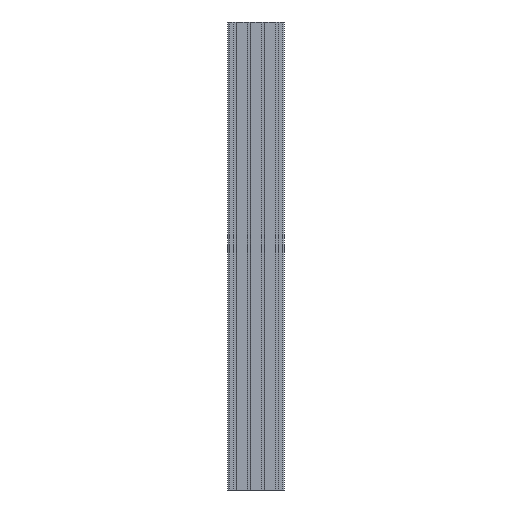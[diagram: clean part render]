
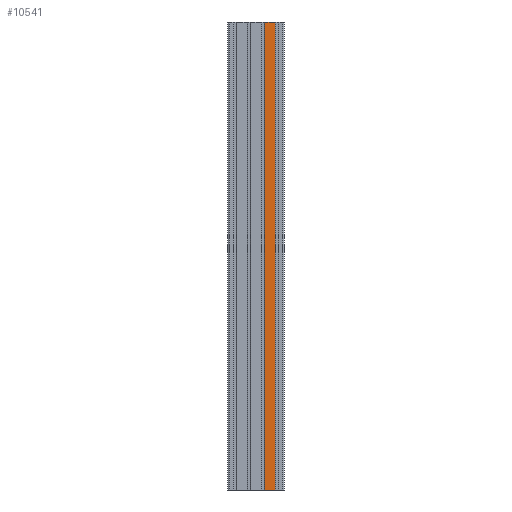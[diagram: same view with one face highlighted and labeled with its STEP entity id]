
A CAD part, front view. The second image highlights one B-rep face of the part: STEP entity #10541.
In plain terms, the highlighted planar face has unit normal (0, -1, 0).
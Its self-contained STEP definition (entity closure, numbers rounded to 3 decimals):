
#1177=FACE_OUTER_BOUND($,#1721,.T.);
#1721=EDGE_LOOP($,(#7977,#7978,#7979,#7980));
#2581=LINE($,#16911,#3637);
#2582=LINE($,#16914,#3638);
#2583=LINE($,#16916,#3639);
#2584=LINE($,#16917,#3640);
#3637=VECTOR($,#13696,1000.);
#3638=VECTOR($,#13699,21.8);
#3639=VECTOR($,#13700,21.8);
#3640=VECTOR($,#13701,1000.);
#4709=VERTEX_POINT($,#16907);
#4710=VERTEX_POINT($,#16909);
#4711=VERTEX_POINT($,#16913);
#4712=VERTEX_POINT($,#16915);
#6079=EDGE_CURVE($,#4709,#4710,#2581,.T.);
#6080=EDGE_CURVE($,#4711,#4709,#2582,.T.);
#6081=EDGE_CURVE($,#4712,#4710,#2583,.T.);
#6082=EDGE_CURVE($,#4711,#4712,#2584,.T.);
#7977=ORIENTED_EDGE($,*,*,#6080,.T.);
#7978=ORIENTED_EDGE($,*,*,#6079,.T.);
#7979=ORIENTED_EDGE($,*,*,#6081,.F.);
#7980=ORIENTED_EDGE($,*,*,#6082,.F.);
#10118=PLANE($,#11396);
#10541=ADVANCED_FACE($,(#1177),#10118,.T.);
#11396=AXIS2_PLACEMENT_3D($,#16912,#13697,#13698);
#13696=DIRECTION($,(0.,0.,1.));
#13697=DIRECTION('center_axis',(0.,-1.,0.));
#13698=DIRECTION('ref_axis',(1.,0.,0.));
#13699=DIRECTION($,(1.,0.,0.));
#13700=DIRECTION($,(1.,0.,0.));
#13701=DIRECTION($,(0.,0.,1.));
#16907=CARTESIAN_POINT('',(41.05,-30.002,0.));
#16909=CARTESIAN_POINT('',(41.05,-30.002,1000.));
#16911=CARTESIAN_POINT($,(41.05,-30.002,0.));
#16912=CARTESIAN_POINT('Origin',(19.25,-30.002,0.));
#16913=CARTESIAN_POINT('',(19.25,-30.002,0.));
#16914=CARTESIAN_POINT($,(19.25,-30.002,0.));
#16915=CARTESIAN_POINT('',(19.25,-30.002,1000.));
#16916=CARTESIAN_POINT($,(19.25,-30.002,1000.));
#16917=CARTESIAN_POINT($,(19.25,-30.002,0.));
